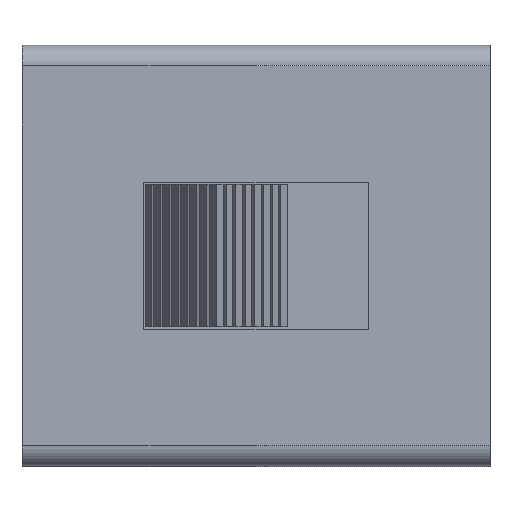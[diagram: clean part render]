
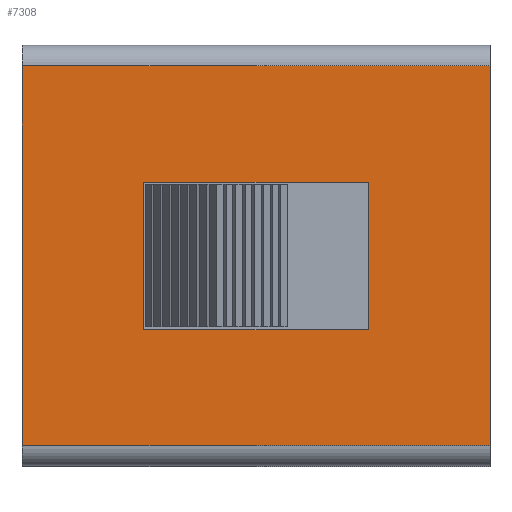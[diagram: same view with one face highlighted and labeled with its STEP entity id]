
A CAD part, top view. The second image highlights one B-rep face of the part: STEP entity #7308.
In plain terms, the highlighted planar face has unit normal (0, 0, 1).
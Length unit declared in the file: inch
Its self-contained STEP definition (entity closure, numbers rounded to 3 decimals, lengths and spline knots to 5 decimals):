
#533=CARTESIAN_POINT('',(0.25,0.20295,0.3));
#534=VERTEX_POINT('',#533);
#542=CARTESIAN_POINT('',(0.25,-0.20295,0.3));
#543=VERTEX_POINT('',#542);
#544=CARTESIAN_POINT('',(0.25,0.20295,0.3));
#545=DIRECTION('',(0.0,-1.0,0.0));
#546=VECTOR('',#545,0.40591);
#547=LINE('',#544,#546);
#548=EDGE_CURVE('',#534,#543,#547,.T.);
#6414=CARTESIAN_POINT('',(-0.25,-0.20295,0.3));
#6415=VERTEX_POINT('',#6414);
#6423=CARTESIAN_POINT('',(-0.25,0.20295,0.3));
#6424=VERTEX_POINT('',#6423);
#6425=CARTESIAN_POINT('',(-0.25,-0.20295,0.3));
#6426=DIRECTION('',(0.0,1.0,0.0));
#6427=VECTOR('',#6426,0.40591);
#6428=LINE('',#6425,#6427);
#6429=EDGE_CURVE('',#6415,#6424,#6428,.T.);
#6734=CARTESIAN_POINT('',(0.12008,-0.07874,0.3));
#6735=VERTEX_POINT('',#6734);
#6736=CARTESIAN_POINT('',(-0.12008,-0.07874,0.3));
#6737=VERTEX_POINT('',#6736);
#6738=CARTESIAN_POINT('',(0.12008,-0.07874,0.3));
#6739=DIRECTION('',(-1.0,0.0,0.0));
#6740=VECTOR('',#6739,0.24016);
#6741=LINE('',#6738,#6740);
#6742=EDGE_CURVE('',#6735,#6737,#6741,.T.);
#6774=CARTESIAN_POINT('',(0.12008,0.07874,0.3));
#6775=VERTEX_POINT('',#6774);
#6776=CARTESIAN_POINT('',(0.12008,0.07874,0.3));
#6777=DIRECTION('',(0.0,-1.0,0.0));
#6778=VECTOR('',#6777,0.15748);
#6779=LINE('',#6776,#6778);
#6780=EDGE_CURVE('',#6775,#6735,#6779,.T.);
#6805=CARTESIAN_POINT('',(-0.12008,0.07874,0.3));
#6806=VERTEX_POINT('',#6805);
#6807=CARTESIAN_POINT('',(-0.12008,0.07874,0.3));
#6808=DIRECTION('',(1.0,0.0,0.0));
#6809=VECTOR('',#6808,0.24016);
#6810=LINE('',#6807,#6809);
#6811=EDGE_CURVE('',#6806,#6775,#6810,.T.);
#6836=CARTESIAN_POINT('',(-0.12008,-0.07874,0.3));
#6837=DIRECTION('',(0.0,1.0,0.0));
#6838=VECTOR('',#6837,0.15748);
#6839=LINE('',#6836,#6838);
#6840=EDGE_CURVE('',#6737,#6806,#6839,.T.);
#7277=CARTESIAN_POINT('',(-0.25,0.20295,0.3));
#7278=DIRECTION('',(1.0,0.0,0.0));
#7279=VECTOR('',#7278,0.5);
#7280=LINE('',#7277,#7279);
#7281=EDGE_CURVE('',#6424,#534,#7280,.T.);
#7286=CARTESIAN_POINT('',(0.275,0.22325,0.3));
#7287=DIRECTION('',(0.0,0.0,1.0));
#7288=DIRECTION('',(1.0,0.0,0.0));
#7289=AXIS2_PLACEMENT_3D('',#7286,#7287,#7288);
#7290=PLANE('',#7289);
#7291=CARTESIAN_POINT('',(0.25,-0.20295,0.3));
#7292=DIRECTION('',(-1.0,0.0,0.0));
#7293=VECTOR('',#7292,0.5);
#7294=LINE('',#7291,#7293);
#7295=EDGE_CURVE('',#543,#6415,#7294,.T.);
#7296=ORIENTED_EDGE('',*,*,#7295,.F.);
#7297=ORIENTED_EDGE('',*,*,#548,.F.);
#7298=ORIENTED_EDGE('',*,*,#7281,.F.);
#7299=ORIENTED_EDGE('',*,*,#6429,.F.);
#7300=EDGE_LOOP('',(#7296,#7297,#7298,#7299));
#7301=FACE_OUTER_BOUND('',#7300,.T.);
#7302=ORIENTED_EDGE('',*,*,#6840,.T.);
#7303=ORIENTED_EDGE('',*,*,#6811,.T.);
#7304=ORIENTED_EDGE('',*,*,#6780,.T.);
#7305=ORIENTED_EDGE('',*,*,#6742,.T.);
#7306=EDGE_LOOP('',(#7302,#7303,#7304,#7305));
#7307=FACE_BOUND('',#7306,.T.);
#7308=ADVANCED_FACE('',(#7301,#7307),#7290,.T.);
